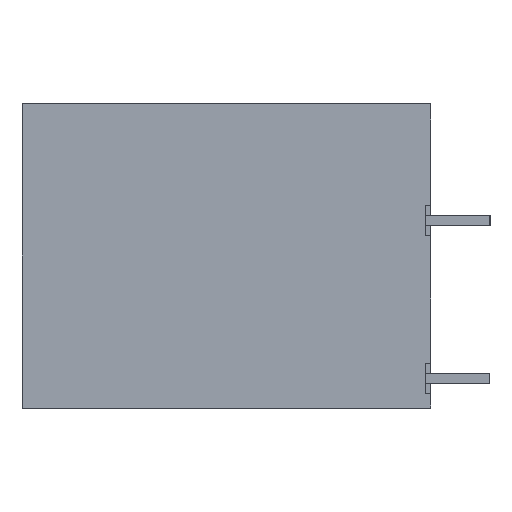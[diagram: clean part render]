
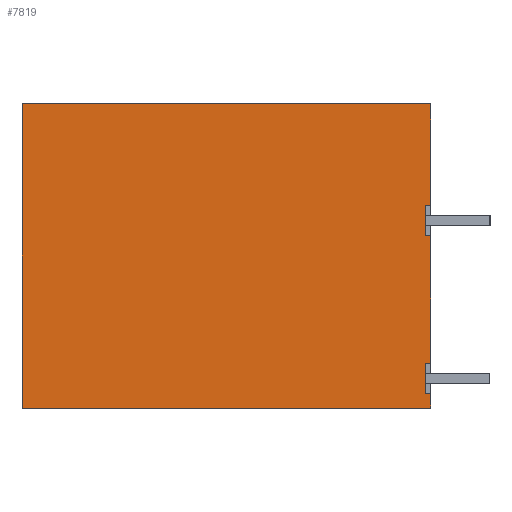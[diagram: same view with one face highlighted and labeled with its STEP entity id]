
A CAD part, left-side view. The second image highlights one B-rep face of the part: STEP entity #7819.
In plain terms, the highlighted planar face has unit normal (-1, 0, 0).
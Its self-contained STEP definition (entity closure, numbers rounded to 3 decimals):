
#7784=AXIS2_PLACEMENT_3D('Plane Axis2P3D',#7781,#7782,#7783) ;
#188=CARTESIAN_POINT('Vertex',(0.,3.8,0.85)) ;
#232=CARTESIAN_POINT('Vertex',(0.,3.8,2.65)) ;
#235=CARTESIAN_POINT('Line Origine',(0.,3.8,1.75)) ;
#873=CARTESIAN_POINT('Vertex',(0.,3.8,10.2)) ;
#901=CARTESIAN_POINT('Vertex',(0.,3.8,12.)) ;
#904=CARTESIAN_POINT('Line Origine',(0.,3.8,11.1)) ;
#3201=CARTESIAN_POINT('Vertex',(0.,3.5,10.2)) ;
#3204=CARTESIAN_POINT('Line Origine',(0.,3.5,6.425)) ;
#3208=CARTESIAN_POINT('Vertex',(0.,3.5,2.65)) ;
#3234=CARTESIAN_POINT('Line Origine',(0.,3.65,10.2)) ;
#3257=CARTESIAN_POINT('Line Origine',(0.,3.65,2.65)) ;
#7072=CARTESIAN_POINT('Vertex',(0.,3.5,0.85)) ;
#7082=CARTESIAN_POINT('Line Origine',(0.,3.65,0.85)) ;
#7095=CARTESIAN_POINT('Line Origine',(0.,3.5,0.425)) ;
#7099=CARTESIAN_POINT('Vertex',(0.,3.5,0.)) ;
#7127=CARTESIAN_POINT('Line Origine',(0.,15.6,0.)) ;
#7131=CARTESIAN_POINT('Vertex',(0.,27.7,0.)) ;
#7257=CARTESIAN_POINT('Vertex',(0.,3.5,12.)) ;
#7260=CARTESIAN_POINT('Line Origine',(0.,3.65,12.)) ;
#7781=CARTESIAN_POINT('Axis2P3D Location',(0.,0.,0.)) ;
#7786=CARTESIAN_POINT('Line Origine',(0.,3.5,15.)) ;
#7790=CARTESIAN_POINT('Vertex',(0.,3.5,18.)) ;
#7793=CARTESIAN_POINT('Line Origine',(0.,15.6,18.)) ;
#7797=CARTESIAN_POINT('Vertex',(0.,27.7,18.)) ;
#7800=CARTESIAN_POINT('Line Origine',(0.,27.7,9.)) ;
#236=DIRECTION('Vector Direction',(0.,0.,-1.)) ;
#905=DIRECTION('Vector Direction',(0.,0.,-1.)) ;
#3205=DIRECTION('Vector Direction',(0.,0.,-1.)) ;
#3235=DIRECTION('Vector Direction',(0.,1.,0.)) ;
#3258=DIRECTION('Vector Direction',(0.,1.,0.)) ;
#7083=DIRECTION('Vector Direction',(0.,1.,0.)) ;
#7096=DIRECTION('Vector Direction',(0.,0.,-1.)) ;
#7128=DIRECTION('Vector Direction',(0.,1.,0.)) ;
#7261=DIRECTION('Vector Direction',(0.,1.,0.)) ;
#7782=DIRECTION('Axis2P3D Direction',(-1.,0.,0.)) ;
#7783=DIRECTION('Axis2P3D XDirection',(0.,0.,1.)) ;
#7787=DIRECTION('Vector Direction',(0.,0.,-1.)) ;
#7794=DIRECTION('Vector Direction',(0.,-1.,0.)) ;
#7801=DIRECTION('Vector Direction',(0.,0.,1.)) ;
#237=VECTOR('Line Direction',#236,1.) ;
#906=VECTOR('Line Direction',#905,1.) ;
#3206=VECTOR('Line Direction',#3205,1.) ;
#3236=VECTOR('Line Direction',#3235,1.) ;
#3259=VECTOR('Line Direction',#3258,1.) ;
#7084=VECTOR('Line Direction',#7083,1.) ;
#7097=VECTOR('Line Direction',#7096,1.) ;
#7129=VECTOR('Line Direction',#7128,1.) ;
#7262=VECTOR('Line Direction',#7261,1.) ;
#7788=VECTOR('Line Direction',#7787,1.) ;
#7795=VECTOR('Line Direction',#7794,1.) ;
#7802=VECTOR('Line Direction',#7801,1.) ;
#7806=ORIENTED_EDGE('',*,*,#908,.F.) ;
#7807=ORIENTED_EDGE('',*,*,#7264,.F.) ;
#7808=ORIENTED_EDGE('',*,*,#7792,.T.) ;
#7809=ORIENTED_EDGE('',*,*,#7799,.T.) ;
#7810=ORIENTED_EDGE('',*,*,#7804,.T.) ;
#7811=ORIENTED_EDGE('',*,*,#7133,.T.) ;
#7812=ORIENTED_EDGE('',*,*,#7101,.T.) ;
#7813=ORIENTED_EDGE('',*,*,#7086,.T.) ;
#7814=ORIENTED_EDGE('',*,*,#239,.F.) ;
#7815=ORIENTED_EDGE('',*,*,#3261,.F.) ;
#7816=ORIENTED_EDGE('',*,*,#3210,.T.) ;
#7817=ORIENTED_EDGE('',*,*,#3238,.T.) ;
#7819=ADVANCED_FACE('HOUSING',(#7818),#7785,.T.) ;
#239=EDGE_CURVE('',#233,#189,#238,.T.) ;
#908=EDGE_CURVE('',#902,#874,#907,.T.) ;
#3210=EDGE_CURVE('',#3209,#3202,#3207,.F.) ;
#3238=EDGE_CURVE('',#3202,#874,#3237,.T.) ;
#3261=EDGE_CURVE('',#3209,#233,#3260,.T.) ;
#7086=EDGE_CURVE('',#7073,#189,#7085,.T.) ;
#7101=EDGE_CURVE('',#7100,#7073,#7098,.F.) ;
#7133=EDGE_CURVE('',#7132,#7100,#7130,.F.) ;
#7264=EDGE_CURVE('',#7258,#902,#7263,.T.) ;
#7792=EDGE_CURVE('',#7258,#7791,#7789,.F.) ;
#7799=EDGE_CURVE('',#7791,#7798,#7796,.F.) ;
#7804=EDGE_CURVE('',#7798,#7132,#7803,.F.) ;
#7805=EDGE_LOOP('',(#7806,#7807,#7808,#7809,#7810,#7811,#7812,#7813,#7814,#7815,#7816,#7817)) ;
#7818=FACE_OUTER_BOUND('',#7805,.T.) ;
#238=LINE('Line',#235,#237) ;
#907=LINE('Line',#904,#906) ;
#3207=LINE('Line',#3204,#3206) ;
#3237=LINE('Line',#3234,#3236) ;
#3260=LINE('Line',#3257,#3259) ;
#7085=LINE('Line',#7082,#7084) ;
#7098=LINE('Line',#7095,#7097) ;
#7130=LINE('Line',#7127,#7129) ;
#7263=LINE('Line',#7260,#7262) ;
#7789=LINE('Line',#7786,#7788) ;
#7796=LINE('Line',#7793,#7795) ;
#7803=LINE('Line',#7800,#7802) ;
#7785=PLANE('',#7784) ;
#189=VERTEX_POINT('',#188) ;
#233=VERTEX_POINT('',#232) ;
#874=VERTEX_POINT('',#873) ;
#902=VERTEX_POINT('',#901) ;
#3202=VERTEX_POINT('',#3201) ;
#3209=VERTEX_POINT('',#3208) ;
#7073=VERTEX_POINT('',#7072) ;
#7100=VERTEX_POINT('',#7099) ;
#7132=VERTEX_POINT('',#7131) ;
#7258=VERTEX_POINT('',#7257) ;
#7791=VERTEX_POINT('',#7790) ;
#7798=VERTEX_POINT('',#7797) ;
